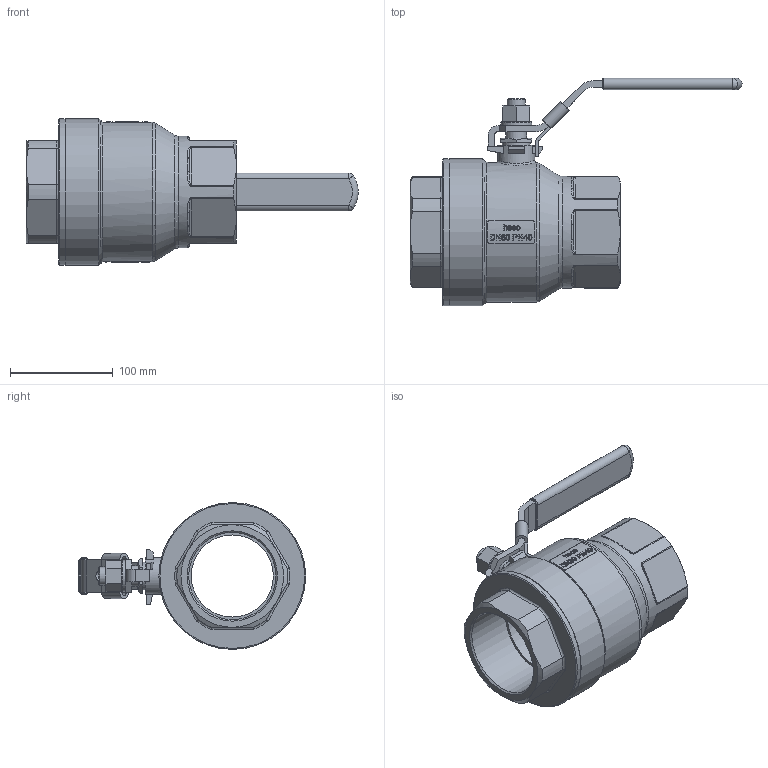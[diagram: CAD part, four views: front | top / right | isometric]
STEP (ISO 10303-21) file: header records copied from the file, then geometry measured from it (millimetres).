
FILE_DESCRIPTION (( 'STEP AP214' ), '1' );
FILE_NAME ('K2-300-000-4 Kugelhahn heco step214.STEP', '2012-11-21T15:03:19', ( 'test' ), ( '' ), 'SwSTEP 2.0', 'SolidWorks 2011', '' );
FILE_SCHEMA (( 'AUTOMOTIVE_DESIGN' ));
Length unit declared in the file: millimetre
Products named in the file (1): K2-300-000-4 Kugelhahn heco step214
Bounding box: 323.4 x 221.5 x 143 mm (x, y, z)
Volume: 1478836.3 mm3; surface area: 179559.6 mm2
Topology: 1 solids, 1 shells, 637 faces, 1630 edges, 1056 vertices
Faces by surface type: plane 244, bspline 230, cylinder 114, cone 27, torus 20, sphere 2
Full cylindrical faces by diameter (mm): 10 x1, 17.6 x1, 20 x1, 27 x1, 30.5 x1, 36 x1, 80 x1, 84.926 x2, 109 x1, 136 x1, 143 x2
Entity records: 39907 total; most frequent: CARTESIAN_POINT 19297, ORIENTED_EDGE 3174, DIRECTION 2073, EDGE_CURVE 1587, VERTEX_POINT 1045, EDGE_LOOP 738, VECTOR 737, LINE 737
